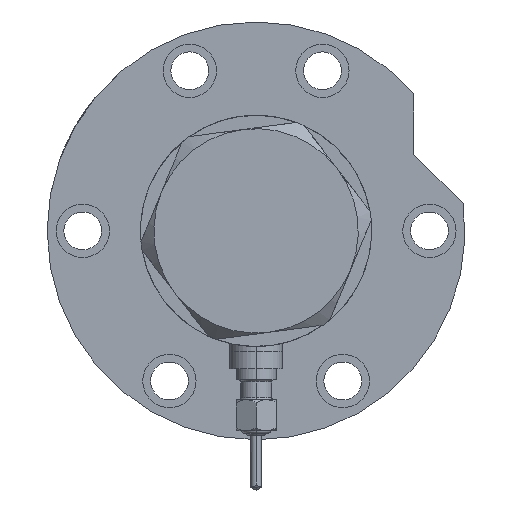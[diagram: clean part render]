
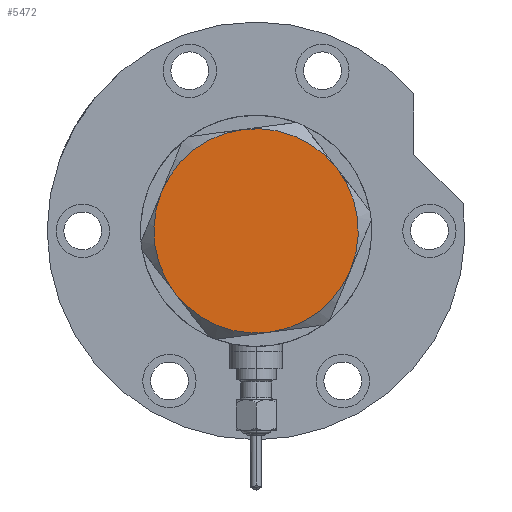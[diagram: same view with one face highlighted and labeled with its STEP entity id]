
A CAD part, left-side view. The second image highlights one B-rep face of the part: STEP entity #5472.
In plain terms, the highlighted face is planar.
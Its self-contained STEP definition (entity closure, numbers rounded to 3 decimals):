
#277 = CARTESIAN_POINT ( 'NONE',  ( 0., 0., 9. ) ) ;
#324 = CIRCLE ( 'NONE', #6455, 23. ) ;
#568 = EDGE_CURVE ( 'NONE', #8640, #8850, #4262, .T. ) ;
#674 = CARTESIAN_POINT ( 'NONE',  ( -11.5, 19.919, 9. ) ) ;
#903 = DIRECTION ( 'NONE',  ( 0., 0., 1. ) ) ;
#1207 = AXIS2_PLACEMENT_3D ( 'NONE', #8541, #5745, #2936 ) ;
#1346 = EDGE_CURVE ( 'NONE', #9039, #8640, #6356, .T. ) ;
#1350 = ORIENTED_EDGE ( 'NONE', *, *, #1346, .T. ) ;
#1981 = DIRECTION ( 'NONE',  ( 1., 0., 0. ) ) ;
#2099 = CARTESIAN_POINT ( 'NONE',  ( 11.5, 19.919, 9. ) ) ;
#2174 = DIRECTION ( 'NONE',  ( 0., 0., 1. ) ) ;
#2298 = DIRECTION ( 'NONE',  ( 0., 0., 1. ) ) ;
#2345 = DIRECTION ( 'NONE',  ( 1., 0., 0. ) ) ;
#2372 = ORIENTED_EDGE ( 'NONE', *, *, #2610, .T. ) ;
#2419 = FACE_OUTER_BOUND ( 'NONE', #3709, .T. ) ;
#2486 = CARTESIAN_POINT ( 'NONE',  ( 0., 0., 9. ) ) ;
#2610 = EDGE_CURVE ( 'NONE', #8630, #8086, #6958, .T. ) ;
#2936 = DIRECTION ( 'NONE',  ( 1., 0., 0. ) ) ;
#3300 = ORIENTED_EDGE ( 'NONE', *, *, #7240, .T. ) ;
#3464 = CARTESIAN_POINT ( 'NONE',  ( -23., 0., 9. ) ) ;
#3709 = EDGE_LOOP ( 'NONE', ( #3300, #7074, #1350, #8041, #6434, #2372 ) ) ;
#3907 = CARTESIAN_POINT ( 'NONE',  ( 0., 0., 9. ) ) ;
#3936 = PLANE ( 'NONE',  #6975 ) ;
#4262 = CIRCLE ( 'NONE', #7822, 23. ) ;
#4503 = CARTESIAN_POINT ( 'NONE',  ( 0., 0., 9. ) ) ;
#4538 = DIRECTION ( 'NONE',  ( 0., 0., 1. ) ) ;
#4735 = CARTESIAN_POINT ( 'NONE',  ( 23., 0., 9. ) ) ;
#5385 = DIRECTION ( 'NONE',  ( 0., 0., 1. ) ) ;
#5472 = ADVANCED_FACE ( 'NONE', ( #2419 ), #3936, .T. ) ;
#5693 = CARTESIAN_POINT ( 'NONE',  ( 0., 0., 9. ) ) ;
#5745 = DIRECTION ( 'NONE',  ( 0., 0., 1. ) ) ;
#5986 = DIRECTION ( 'NONE',  ( 1., 0., 0. ) ) ;
#6029 = CARTESIAN_POINT ( 'NONE',  ( 0., 0., 9. ) ) ;
#6079 = DIRECTION ( 'NONE',  ( 1., 0., 0. ) ) ;
#6129 = CIRCLE ( 'NONE', #1207, 23. ) ;
#6356 = CIRCLE ( 'NONE', #8446, 23. ) ;
#6434 = ORIENTED_EDGE ( 'NONE', *, *, #9078, .T. ) ;
#6455 = AXIS2_PLACEMENT_3D ( 'NONE', #4503, #903, #5986 ) ;
#6461 = EDGE_CURVE ( 'NONE', #7847, #9039, #6129, .T. ) ;
#6958 = CIRCLE ( 'NONE', #8171, 23. ) ;
#6975 = AXIS2_PLACEMENT_3D ( 'NONE', #277, #5385, #6079 ) ;
#7061 = CARTESIAN_POINT ( 'NONE',  ( -11.5, -19.919, 9. ) ) ;
#7074 = ORIENTED_EDGE ( 'NONE', *, *, #6461, .T. ) ;
#7075 = DIRECTION ( 'NONE',  ( 1., 0., 0. ) ) ;
#7240 = EDGE_CURVE ( 'NONE', #8086, #7847, #7901, .T. ) ;
#7297 = CARTESIAN_POINT ( 'NONE',  ( 11.5, -19.919, 9. ) ) ;
#7377 = DIRECTION ( 'NONE',  ( 1., 0., 0. ) ) ;
#7822 = AXIS2_PLACEMENT_3D ( 'NONE', #3907, #2298, #2345 ) ;
#7847 = VERTEX_POINT ( 'NONE', #4735 ) ;
#7901 = CIRCLE ( 'NONE', #8222, 23. ) ;
#8041 = ORIENTED_EDGE ( 'NONE', *, *, #568, .T. ) ;
#8086 = VERTEX_POINT ( 'NONE', #7297 ) ;
#8171 = AXIS2_PLACEMENT_3D ( 'NONE', #6029, #4538, #7377 ) ;
#8222 = AXIS2_PLACEMENT_3D ( 'NONE', #2486, #9183, #1981 ) ;
#8446 = AXIS2_PLACEMENT_3D ( 'NONE', #5693, #2174, #7075 ) ;
#8541 = CARTESIAN_POINT ( 'NONE',  ( 0., 0., 9. ) ) ;
#8630 = VERTEX_POINT ( 'NONE', #7061 ) ;
#8640 = VERTEX_POINT ( 'NONE', #674 ) ;
#8850 = VERTEX_POINT ( 'NONE', #3464 ) ;
#9039 = VERTEX_POINT ( 'NONE', #2099 ) ;
#9078 = EDGE_CURVE ( 'NONE', #8850, #8630, #324, .T. ) ;
#9183 = DIRECTION ( 'NONE',  ( 0., 0., 1. ) ) ;
